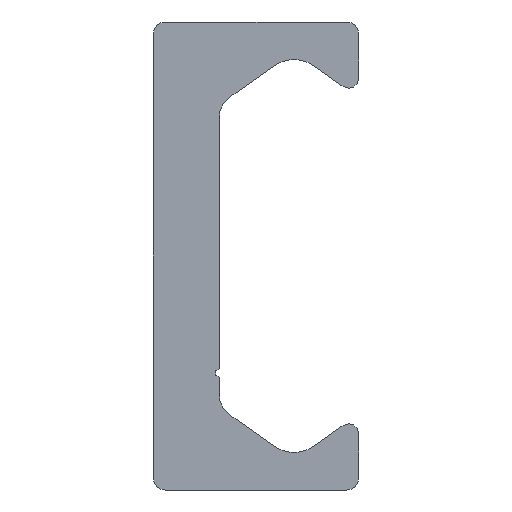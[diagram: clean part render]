
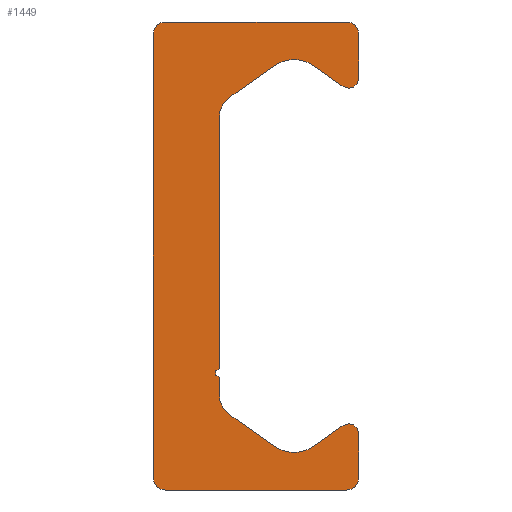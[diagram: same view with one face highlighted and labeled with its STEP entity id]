
A CAD part, left-side view. The second image highlights one B-rep face of the part: STEP entity #1449.
In plain terms, the highlighted planar face has unit normal (-1, 0, 0).
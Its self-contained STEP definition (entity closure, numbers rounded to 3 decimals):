
#660=CARTESIAN_POINT('',(0.0,2.2,-8.283));
#661=VERTEX_POINT('',#660);
#668=CARTESIAN_POINT('',(0.0,1.56,-9.512));
#669=VERTEX_POINT('',#668);
#670=CARTESIAN_POINT('',(0.0,0.7,-8.283));
#671=DIRECTION('',(-1.0,0.0,0.0));
#672=DIRECTION('',(0.0,-0.574,0.819));
#673=AXIS2_PLACEMENT_3D('',#670,#671,#672);
#674=CIRCLE('',#673,1.5);
#675=EDGE_CURVE('',#661,#669,#674,.T.);
#699=CARTESIAN_POINT('',(0.0,2.2,-7.25));
#700=VERTEX_POINT('',#699);
#707=CARTESIAN_POINT('',(0.0,2.2,-7.25));
#708=DIRECTION('',(0.0,0.0,-1.0));
#709=VECTOR('',#708,1.033);
#710=LINE('',#707,#709);
#711=EDGE_CURVE('',#700,#661,#710,.T.);
#731=CARTESIAN_POINT('',(0.0,2.2,-6.75));
#732=VERTEX_POINT('',#731);
#739=CARTESIAN_POINT('',(0.0,2.2,-7.));
#740=DIRECTION('',(-1.0,0.0,0.0));
#741=DIRECTION('',(0.0,-1.0,0.0));
#742=AXIS2_PLACEMENT_3D('',#739,#740,#741);
#743=CIRCLE('',#742,0.25);
#744=EDGE_CURVE('',#732,#700,#743,.T.);
#763=CARTESIAN_POINT('',(0.0,2.2,8.283));
#764=VERTEX_POINT('',#763);
#771=CARTESIAN_POINT('',(0.0,2.2,8.283));
#772=DIRECTION('',(0.0,0.0,-1.0));
#773=VECTOR('',#772,15.033);
#774=LINE('',#771,#773);
#775=EDGE_CURVE('',#764,#732,#774,.T.);
#831=CARTESIAN_POINT('',(0.0,1.56,9.512));
#832=VERTEX_POINT('',#831);
#839=CARTESIAN_POINT('',(0.0,0.7,8.283));
#840=DIRECTION('',(-1.0,0.0,0.0));
#841=DIRECTION('',(0.0,-1.0,0.0));
#842=AXIS2_PLACEMENT_3D('',#839,#840,#841);
#843=CIRCLE('',#842,1.5);
#844=EDGE_CURVE('',#832,#764,#843,.T.);
#863=CARTESIAN_POINT('',(0.0,-1.123,11.391));
#864=VERTEX_POINT('',#863);
#871=CARTESIAN_POINT('',(0.0,-1.123,11.391));
#872=DIRECTION('',(0.0,0.819,-0.574));
#873=VECTOR('',#872,3.276);
#874=LINE('',#871,#873);
#875=EDGE_CURVE('',#864,#832,#874,.T.);
#895=CARTESIAN_POINT('',(0.0,-3.417,11.391));
#896=VERTEX_POINT('',#895);
#903=CARTESIAN_POINT('',(0.0,-2.27,9.753));
#904=DIRECTION('',(-1.0,0.0,0.0));
#905=DIRECTION('',(0.0,-0.574,-0.819));
#906=AXIS2_PLACEMENT_3D('',#903,#904,#905);
#907=CIRCLE('',#906,2.);
#908=EDGE_CURVE('',#896,#864,#907,.T.);
#927=CARTESIAN_POINT('',(0.0,-5.206,10.139));
#928=VERTEX_POINT('',#927);
#935=CARTESIAN_POINT('',(0.0,-5.206,10.139));
#936=DIRECTION('',(0.0,0.819,0.574));
#937=VECTOR('',#936,2.184);
#938=LINE('',#935,#937);
#939=EDGE_CURVE('',#928,#896,#938,.T.);
#959=CARTESIAN_POINT('',(0.0,-6.15,10.63));
#960=VERTEX_POINT('',#959);
#967=CARTESIAN_POINT('',(0.0,-5.55,10.63));
#968=DIRECTION('',(1.0,0.0,0.0));
#969=DIRECTION('',(0.0,-1.0,0.0));
#970=AXIS2_PLACEMENT_3D('',#967,#968,#969);
#971=CIRCLE('',#970,0.6);
#972=EDGE_CURVE('',#960,#928,#971,.T.);
#991=CARTESIAN_POINT('',(0.0,-6.15,13.25));
#992=VERTEX_POINT('',#991);
#999=CARTESIAN_POINT('',(0.0,-6.15,13.25));
#1000=DIRECTION('',(0.0,0.0,-1.0));
#1001=VECTOR('',#1000,2.62);
#1002=LINE('',#999,#1001);
#1003=EDGE_CURVE('',#992,#960,#1002,.T.);
#1024=CARTESIAN_POINT('',(0.0,5.4,14.));
#1025=VERTEX_POINT('',#1024);
#1032=CARTESIAN_POINT('',(0.0,-5.4,14.));
#1033=VERTEX_POINT('',#1032);
#1034=CARTESIAN_POINT('',(0.0,5.4,14.));
#1035=DIRECTION('',(0.0,-1.0,0.0));
#1036=VECTOR('',#1035,10.8);
#1037=LINE('',#1034,#1036);
#1038=EDGE_CURVE('',#1025,#1033,#1037,.T.);
#1064=CARTESIAN_POINT('',(0.0,6.15,-13.25));
#1065=VERTEX_POINT('',#1064);
#1072=CARTESIAN_POINT('',(0.0,6.15,13.25));
#1073=VERTEX_POINT('',#1072);
#1074=CARTESIAN_POINT('',(0.0,6.15,-13.25));
#1075=DIRECTION('',(0.0,0.0,1.0));
#1076=VECTOR('',#1075,26.5);
#1077=LINE('',#1074,#1076);
#1078=EDGE_CURVE('',#1065,#1073,#1077,.T.);
#1140=CARTESIAN_POINT('',(0.0,-5.4,-14.));
#1141=VERTEX_POINT('',#1140);
#1148=CARTESIAN_POINT('',(0.0,5.4,-14.));
#1149=VERTEX_POINT('',#1148);
#1150=CARTESIAN_POINT('',(0.0,-5.4,-14.));
#1151=DIRECTION('',(0.0,1.0,0.0));
#1152=VECTOR('',#1151,10.8);
#1153=LINE('',#1150,#1152);
#1154=EDGE_CURVE('',#1141,#1149,#1153,.T.);
#1180=CARTESIAN_POINT('',(0.0,-6.15,-10.63));
#1181=VERTEX_POINT('',#1180);
#1188=CARTESIAN_POINT('',(0.0,-6.15,-13.25));
#1189=VERTEX_POINT('',#1188);
#1190=CARTESIAN_POINT('',(0.0,-6.15,-10.63));
#1191=DIRECTION('',(0.0,0.0,-1.0));
#1192=VECTOR('',#1191,2.62);
#1193=LINE('',#1190,#1192);
#1194=EDGE_CURVE('',#1181,#1189,#1193,.T.);
#1219=CARTESIAN_POINT('',(0.0,-5.206,-10.139));
#1220=VERTEX_POINT('',#1219);
#1227=CARTESIAN_POINT('',(0.0,-5.55,-10.63));
#1228=DIRECTION('',(1.0,0.0,0.0));
#1229=DIRECTION('',(0.0,0.574,0.819));
#1230=AXIS2_PLACEMENT_3D('',#1227,#1228,#1229);
#1231=CIRCLE('',#1230,0.6);
#1232=EDGE_CURVE('',#1220,#1181,#1231,.T.);
#1251=CARTESIAN_POINT('',(0.0,-3.417,-11.391));
#1252=VERTEX_POINT('',#1251);
#1259=CARTESIAN_POINT('',(0.0,-3.417,-11.391));
#1260=DIRECTION('',(0.0,-0.819,0.574));
#1261=VECTOR('',#1260,2.184);
#1262=LINE('',#1259,#1261);
#1263=EDGE_CURVE('',#1252,#1220,#1262,.T.);
#1283=CARTESIAN_POINT('',(0.0,-1.123,-11.391));
#1284=VERTEX_POINT('',#1283);
#1291=CARTESIAN_POINT('',(0.0,-2.27,-9.753));
#1292=DIRECTION('',(-1.0,0.0,0.0));
#1293=DIRECTION('',(0.0,0.574,0.819));
#1294=AXIS2_PLACEMENT_3D('',#1291,#1292,#1293);
#1295=CIRCLE('',#1294,2.);
#1296=EDGE_CURVE('',#1284,#1252,#1295,.T.);
#1314=CARTESIAN_POINT('',(0.0,1.56,-9.512));
#1315=DIRECTION('',(0.0,-0.819,-0.574));
#1316=VECTOR('',#1315,3.276);
#1317=LINE('',#1314,#1316);
#1318=EDGE_CURVE('',#669,#1284,#1317,.T.);
#1330=CARTESIAN_POINT('',(0.0,-5.4,-13.25));
#1331=DIRECTION('',(1.0,0.0,0.0));
#1332=DIRECTION('',(0.0,1.0,0.0));
#1333=AXIS2_PLACEMENT_3D('',#1330,#1331,#1332);
#1334=CIRCLE('',#1333,0.75);
#1335=EDGE_CURVE('',#1189,#1141,#1334,.T.);
#1354=CARTESIAN_POINT('',(0.0,5.4,-13.25));
#1355=DIRECTION('',(1.0,0.0,0.0));
#1356=DIRECTION('',(0.0,1.0,0.0));
#1357=AXIS2_PLACEMENT_3D('',#1354,#1355,#1356);
#1358=CIRCLE('',#1357,0.75);
#1359=EDGE_CURVE('',#1149,#1065,#1358,.T.);
#1378=CARTESIAN_POINT('',(0.0,5.4,13.25));
#1379=DIRECTION('',(1.0,0.0,0.0));
#1380=DIRECTION('',(0.0,1.0,0.0));
#1381=AXIS2_PLACEMENT_3D('',#1378,#1379,#1380);
#1382=CIRCLE('',#1381,0.75);
#1383=EDGE_CURVE('',#1073,#1025,#1382,.T.);
#1402=CARTESIAN_POINT('',(0.0,-5.4,13.25));
#1403=DIRECTION('',(1.0,0.0,0.0));
#1404=DIRECTION('',(0.0,1.0,0.0));
#1405=AXIS2_PLACEMENT_3D('',#1402,#1403,#1404);
#1406=CIRCLE('',#1405,0.75);
#1407=EDGE_CURVE('',#1033,#992,#1406,.T.);
#1420=CARTESIAN_POINT('',(0.0,-5.436,13.286));
#1421=DIRECTION('',(1.0,0.0,0.0));
#1422=DIRECTION('',(0.0,0.0,-1.0));
#1423=AXIS2_PLACEMENT_3D('',#1420,#1421,#1422);
#1424=PLANE('',#1423);
#1425=ORIENTED_EDGE('',*,*,#1407,.F.);
#1426=ORIENTED_EDGE('',*,*,#1038,.F.);
#1427=ORIENTED_EDGE('',*,*,#1383,.F.);
#1428=ORIENTED_EDGE('',*,*,#1078,.F.);
#1429=ORIENTED_EDGE('',*,*,#1359,.F.);
#1430=ORIENTED_EDGE('',*,*,#1154,.F.);
#1431=ORIENTED_EDGE('',*,*,#1335,.F.);
#1432=ORIENTED_EDGE('',*,*,#1194,.F.);
#1433=ORIENTED_EDGE('',*,*,#1232,.F.);
#1434=ORIENTED_EDGE('',*,*,#1263,.F.);
#1435=ORIENTED_EDGE('',*,*,#1296,.F.);
#1436=ORIENTED_EDGE('',*,*,#1318,.F.);
#1437=ORIENTED_EDGE('',*,*,#675,.F.);
#1438=ORIENTED_EDGE('',*,*,#711,.F.);
#1439=ORIENTED_EDGE('',*,*,#744,.F.);
#1440=ORIENTED_EDGE('',*,*,#775,.F.);
#1441=ORIENTED_EDGE('',*,*,#844,.F.);
#1442=ORIENTED_EDGE('',*,*,#875,.F.);
#1443=ORIENTED_EDGE('',*,*,#908,.F.);
#1444=ORIENTED_EDGE('',*,*,#939,.F.);
#1445=ORIENTED_EDGE('',*,*,#972,.F.);
#1446=ORIENTED_EDGE('',*,*,#1003,.F.);
#1447=EDGE_LOOP('',(#1425,#1426,#1427,#1428,#1429,#1430,#1431,#1432,#1433,#1434,#1435,#1436,#1437,#1438,#1439,#1440,#1441,#1442,#1443,#1444,#1445,#1446));
#1448=FACE_OUTER_BOUND('',#1447,.T.);
#1449=ADVANCED_FACE('',(#1448),#1424,.F.);
